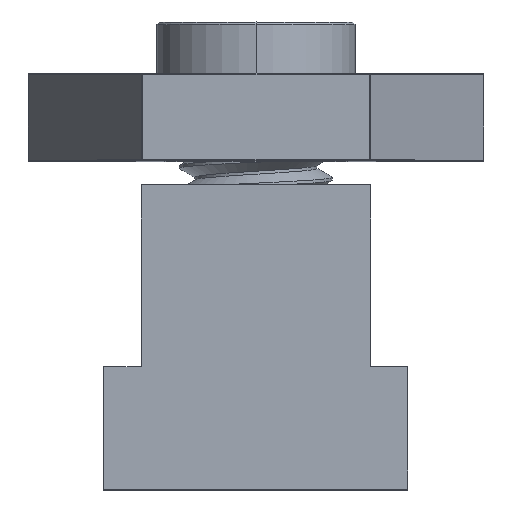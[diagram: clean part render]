
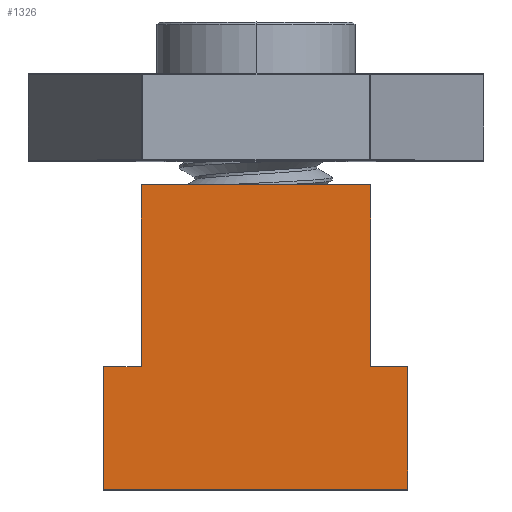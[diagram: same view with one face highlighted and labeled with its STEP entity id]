
A CAD part, top view. The second image highlights one B-rep face of the part: STEP entity #1326.
In plain terms, the highlighted planar face has unit normal (0, 0, 1).
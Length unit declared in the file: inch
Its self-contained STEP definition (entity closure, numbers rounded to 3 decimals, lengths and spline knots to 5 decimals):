
#161 = VECTOR ( 'NONE', #278, 39.37008 ) ;
#278 = DIRECTION ( 'NONE',  ( 0., 1., 0. ) ) ;
#289 = DIRECTION ( 'NONE',  ( -1., 0., 0. ) ) ;
#355 = CARTESIAN_POINT ( 'NONE',  ( -0.236, 0.626, 0.54921 ) ) ;
#460 = CARTESIAN_POINT ( 'NONE',  ( -0.313, 0.252, 0.54921 ) ) ;
#491 = DIRECTION ( 'NONE',  ( 0., -1., 0. ) ) ;
#495 = VERTEX_POINT ( 'NONE', #1727 ) ;
#600 = VECTOR ( 'NONE', #289, 39.37008 ) ;
#675 = ORIENTED_EDGE ( 'NONE', *, *, #4295, .T. ) ;
#731 = VERTEX_POINT ( 'NONE', #4755 ) ;
#991 = LINE ( 'NONE', #3436, #1794 ) ;
#998 = VERTEX_POINT ( 'NONE', #8198 ) ;
#1326 = ADVANCED_FACE ( 'NONE', ( #5309 ), #9487, .T. ) ;
#1588 = CARTESIAN_POINT ( 'NONE',  ( -0.313, 0., 0.54921 ) ) ;
#1643 = EDGE_CURVE ( 'NONE', #731, #6110, #4359, .T. ) ;
#1651 = LINE ( 'NONE', #2654, #7746 ) ;
#1682 = VECTOR ( 'NONE', #7784, 39.37008 ) ;
#1727 = CARTESIAN_POINT ( 'NONE',  ( -0.236, 0.626, 0.54921 ) ) ;
#1794 = VECTOR ( 'NONE', #1922, 39.37008 ) ;
#1852 = ORIENTED_EDGE ( 'NONE', *, *, #7123, .T. ) ;
#1922 = DIRECTION ( 'NONE',  ( -1., 0., 0. ) ) ;
#2290 = LINE ( 'NONE', #355, #8105 ) ;
#2570 = ORIENTED_EDGE ( 'NONE', *, *, #3848, .T. ) ;
#2654 = CARTESIAN_POINT ( 'NONE',  ( 0.313, 0.252, 0.54921 ) ) ;
#3294 = CARTESIAN_POINT ( 'NONE',  ( 0.236, 0.252, 0.54921 ) ) ;
#3418 = DIRECTION ( 'NONE',  ( 0., 1., 0. ) ) ;
#3436 = CARTESIAN_POINT ( 'NONE',  ( -0.313, 0.252, 0.54921 ) ) ;
#3465 = ORIENTED_EDGE ( 'NONE', *, *, #6596, .T. ) ;
#3737 = LINE ( 'NONE', #4859, #1682 ) ;
#3848 = EDGE_CURVE ( 'NONE', #6110, #5265, #3737, .T. ) ;
#4148 = DIRECTION ( 'NONE',  ( 0., -1., 0. ) ) ;
#4190 = DIRECTION ( 'NONE',  ( -1., 0., 0. ) ) ;
#4214 = EDGE_CURVE ( 'NONE', #495, #8378, #2290, .T. ) ;
#4295 = EDGE_CURVE ( 'NONE', #8378, #731, #991, .T. ) ;
#4359 = LINE ( 'NONE', #460, #8122 ) ;
#4541 = ORIENTED_EDGE ( 'NONE', *, *, #4214, .T. ) ;
#4642 = ORIENTED_EDGE ( 'NONE', *, *, #6342, .T. ) ;
#4699 = ORIENTED_EDGE ( 'NONE', *, *, #6491, .T. ) ;
#4755 = CARTESIAN_POINT ( 'NONE',  ( -0.313, 0.252, 0.54921 ) ) ;
#4859 = CARTESIAN_POINT ( 'NONE',  ( -0.313, 0., 0.54921 ) ) ;
#4960 = CARTESIAN_POINT ( 'NONE',  ( 0.236, 0.252, 0.54921 ) ) ;
#5037 = VECTOR ( 'NONE', #4190, 39.37008 ) ;
#5264 = LINE ( 'NONE', #6556, #5037 ) ;
#5265 = VERTEX_POINT ( 'NONE', #6124 ) ;
#5309 = FACE_OUTER_BOUND ( 'NONE', #8066, .T. ) ;
#5597 = AXIS2_PLACEMENT_3D ( 'NONE', #7986, #8054, #7346 ) ;
#5602 = CARTESIAN_POINT ( 'NONE',  ( 0.236, 0.626, 0.54921 ) ) ;
#6110 = VERTEX_POINT ( 'NONE', #1588 ) ;
#6124 = CARTESIAN_POINT ( 'NONE',  ( 0.313, 0., 0.54921 ) ) ;
#6342 = EDGE_CURVE ( 'NONE', #7256, #8527, #7960, .T. ) ;
#6345 = CARTESIAN_POINT ( 'NONE',  ( 0.236, 0.626, 0.54921 ) ) ;
#6491 = EDGE_CURVE ( 'NONE', #5265, #998, #1651, .T. ) ;
#6556 = CARTESIAN_POINT ( 'NONE',  ( 0.236, 0.626, 0.54921 ) ) ;
#6596 = EDGE_CURVE ( 'NONE', #8527, #495, #5264, .T. ) ;
#7123 = EDGE_CURVE ( 'NONE', #998, #7256, #8877, .T. ) ;
#7256 = VERTEX_POINT ( 'NONE', #4960 ) ;
#7346 = DIRECTION ( 'NONE',  ( 1., 0., 0. ) ) ;
#7681 = CARTESIAN_POINT ( 'NONE',  ( -0.236, 0.252, 0.54921 ) ) ;
#7746 = VECTOR ( 'NONE', #3418, 39.37008 ) ;
#7784 = DIRECTION ( 'NONE',  ( 1., 0., 0. ) ) ;
#7793 = ORIENTED_EDGE ( 'NONE', *, *, #1643, .T. ) ;
#7960 = LINE ( 'NONE', #5602, #161 ) ;
#7986 = CARTESIAN_POINT ( 'NONE',  ( 0.313, 0., 0.54921 ) ) ;
#8054 = DIRECTION ( 'NONE',  ( 0., 0., 1. ) ) ;
#8066 = EDGE_LOOP ( 'NONE', ( #4699, #1852, #4642, #3465, #4541, #675, #7793, #2570 ) ) ;
#8105 = VECTOR ( 'NONE', #4148, 39.37008 ) ;
#8122 = VECTOR ( 'NONE', #491, 39.37008 ) ;
#8198 = CARTESIAN_POINT ( 'NONE',  ( 0.313, 0.252, 0.54921 ) ) ;
#8378 = VERTEX_POINT ( 'NONE', #7681 ) ;
#8527 = VERTEX_POINT ( 'NONE', #6345 ) ;
#8877 = LINE ( 'NONE', #3294, #600 ) ;
#9487 = PLANE ( 'NONE',  #5597 ) ;
